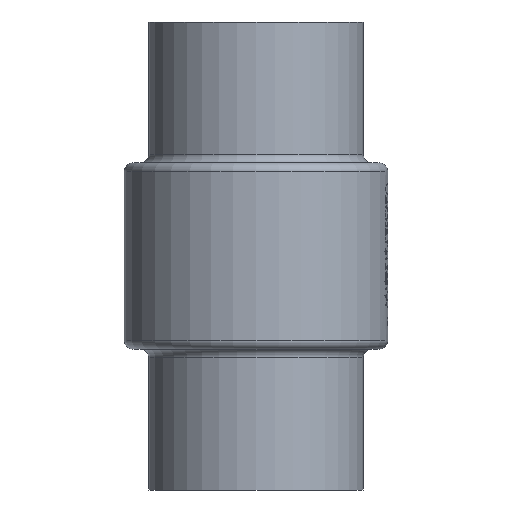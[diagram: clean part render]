
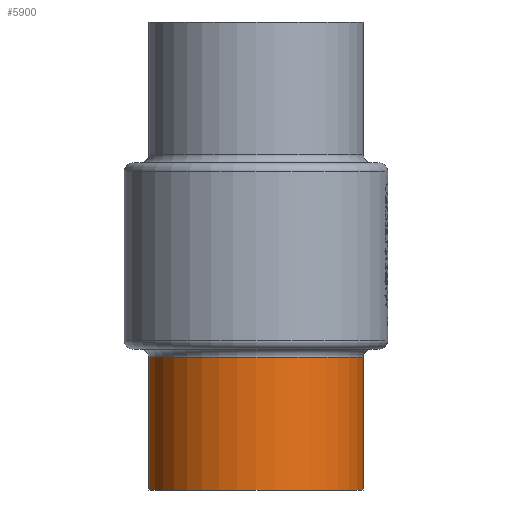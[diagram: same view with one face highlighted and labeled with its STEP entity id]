
A CAD part, front view. The second image highlights one B-rep face of the part: STEP entity #5900.
In plain terms, the highlighted cylindrical face has radius 38.05 mm (diameter 76.1 mm), a partial arc.
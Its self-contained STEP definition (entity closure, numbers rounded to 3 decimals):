
#511 = CIRCLE ( 'NONE', #11323, 38.05 ) ;
#1356 = CIRCLE ( 'NONE', #20811, 38.05 ) ;
#1364 = DIRECTION ( 'NONE',  ( 0., 0., -1. ) ) ;
#3301 = EDGE_CURVE ( 'NONE', #25677, #10111, #1356, .T. ) ;
#5834 = LINE ( 'NONE', #9783, #18579 ) ;
#5900 = ADVANCED_FACE ( 'NONE', ( #7211 ), #7336, .T. ) ;
#7211 = FACE_OUTER_BOUND ( 'NONE', #21471, .T. ) ;
#7336 = CYLINDRICAL_SURFACE ( 'NONE', #14078, 38.05 ) ;
#8052 = DIRECTION ( 'NONE',  ( 0., 0., -1. ) ) ;
#8413 = VERTEX_POINT ( 'NONE', #20526 ) ;
#9612 = EDGE_CURVE ( 'NONE', #10111, #8413, #5834, .T. ) ;
#9783 = CARTESIAN_POINT ( 'NONE',  ( -38.05, 0., -166. ) ) ;
#9827 = LINE ( 'NONE', #26183, #22059 ) ;
#10111 = VERTEX_POINT ( 'NONE', #10749 ) ;
#10624 = EDGE_CURVE ( 'NONE', #25677, #11455, #9827, .T. ) ;
#10749 = CARTESIAN_POINT ( 'NONE',  ( -38.05, 0., -119. ) ) ;
#11323 = AXIS2_PLACEMENT_3D ( 'NONE', #19139, #12808, #23079 ) ;
#11455 = VERTEX_POINT ( 'NONE', #16205 ) ;
#12808 = DIRECTION ( 'NONE',  ( 0., 0., 1. ) ) ;
#13393 = EDGE_CURVE ( 'NONE', #8413, #11455, #511, .T. ) ;
#13675 = ORIENTED_EDGE ( 'NONE', *, *, #3301, .T. ) ;
#13995 = ORIENTED_EDGE ( 'NONE', *, *, #10624, .F. ) ;
#14078 = AXIS2_PLACEMENT_3D ( 'NONE', #21674, #1364, #25733 ) ;
#14662 = CARTESIAN_POINT ( 'NONE',  ( 38.05, 0., -119. ) ) ;
#16205 = CARTESIAN_POINT ( 'NONE',  ( 38.05, 0., -166. ) ) ;
#18172 = DIRECTION ( 'NONE',  ( 0., 0., -1. ) ) ;
#18579 = VECTOR ( 'NONE', #22216, 1000. ) ;
#18949 = ORIENTED_EDGE ( 'NONE', *, *, #9612, .T. ) ;
#19139 = CARTESIAN_POINT ( 'NONE',  ( 0., 0., -166. ) ) ;
#20495 = ORIENTED_EDGE ( 'NONE', *, *, #13393, .T. ) ;
#20526 = CARTESIAN_POINT ( 'NONE',  ( -38.05, 0., -166. ) ) ;
#20811 = AXIS2_PLACEMENT_3D ( 'NONE', #26570, #8052, #24546 ) ;
#21471 = EDGE_LOOP ( 'NONE', ( #13675, #18949, #20495, #13995 ) ) ;
#21674 = CARTESIAN_POINT ( 'NONE',  ( 0., 0., -166. ) ) ;
#22059 = VECTOR ( 'NONE', #18172, 1000. ) ;
#22216 = DIRECTION ( 'NONE',  ( 0., 0., -1. ) ) ;
#23079 = DIRECTION ( 'NONE',  ( 1., 0., 0. ) ) ;
#24546 = DIRECTION ( 'NONE',  ( 1., 0., 0. ) ) ;
#25677 = VERTEX_POINT ( 'NONE', #14662 ) ;
#25733 = DIRECTION ( 'NONE',  ( 1., 0., 0. ) ) ;
#26183 = CARTESIAN_POINT ( 'NONE',  ( 38.05, 0., -166. ) ) ;
#26570 = CARTESIAN_POINT ( 'NONE',  ( 0., 0., -119. ) ) ;
